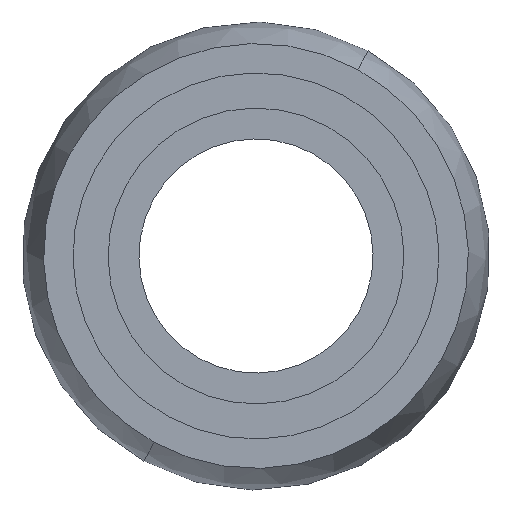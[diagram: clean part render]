
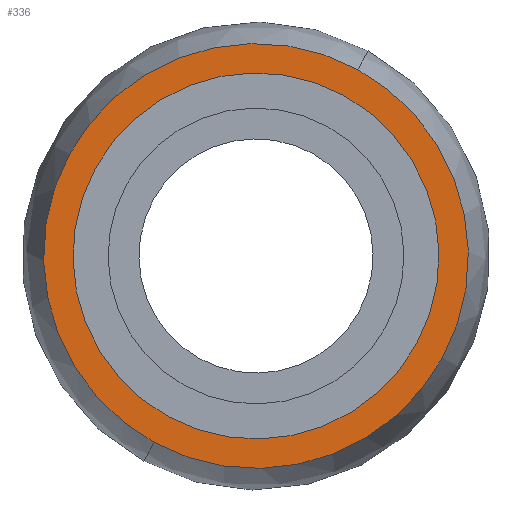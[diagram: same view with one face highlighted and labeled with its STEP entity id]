
A CAD part, front view. The second image highlights one B-rep face of the part: STEP entity #336.
In plain terms, the highlighted planar face has unit normal (0, -1, 0).
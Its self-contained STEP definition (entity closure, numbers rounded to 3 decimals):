
#118=CARTESIAN_POINT('Vertex',(8.262,-8.,15.124)) ;
#121=CARTESIAN_POINT('Axis2P3D Location',(0.,-8.,0.)) ;
#125=CARTESIAN_POINT('Vertex',(-8.262,-8.,-15.124)) ;
#140=CARTESIAN_POINT('Axis2P3D Location',(0.,-8.,0.)) ;
#157=CARTESIAN_POINT('Axis2P3D Location',(0.,-8.,0.)) ;
#161=CARTESIAN_POINT('Vertex',(7.119,-8.,13.032)) ;
#163=CARTESIAN_POINT('Vertex',(-7.119,-8.,-13.032)) ;
#192=CARTESIAN_POINT('Axis2P3D Location',(0.,-8.,0.)) ;
#323=CARTESIAN_POINT('Axis2P3D Location',(0.,-8.,14.85)) ;
#122=DIRECTION('Axis2P3D Direction',(0.,1.,0.)) ;
#141=DIRECTION('Axis2P3D Direction',(0.,1.,0.)) ;
#158=DIRECTION('Axis2P3D Direction',(0.,1.,0.)) ;
#193=DIRECTION('Axis2P3D Direction',(0.,1.,0.)) ;
#324=DIRECTION('Axis2P3D Direction',(0.,1.,0.)) ;
#325=DIRECTION('Axis2P3D XDirection',(1.,-0.,0.)) ;
#123=AXIS2_PLACEMENT_3D('Circle Axis2P3D',#121,#122,$) ;
#142=AXIS2_PLACEMENT_3D('Circle Axis2P3D',#140,#141,$) ;
#159=AXIS2_PLACEMENT_3D('Circle Axis2P3D',#157,#158,$) ;
#194=AXIS2_PLACEMENT_3D('Circle Axis2P3D',#192,#193,$) ;
#326=AXIS2_PLACEMENT_3D('Plane Axis2P3D',#323,#324,#325) ;
#329=ORIENTED_EDGE('',*,*,#127,.F.) ;
#330=ORIENTED_EDGE('',*,*,#144,.F.) ;
#333=ORIENTED_EDGE('',*,*,#196,.T.) ;
#334=ORIENTED_EDGE('',*,*,#165,.T.) ;
#335=FACE_BOUND('',#332,.T.) ;
#336=ADVANCED_FACE('Corps principal',(#331,#335),#327,.F.) ;
#124=CIRCLE('generated circle',#123,17.234) ;
#143=CIRCLE('generated circle',#142,17.234) ;
#160=CIRCLE('generated circle',#159,14.85) ;
#195=CIRCLE('generated circle',#194,14.85) ;
#127=EDGE_CURVE('',#119,#126,#124,.T.) ;
#144=EDGE_CURVE('',#126,#119,#143,.T.) ;
#165=EDGE_CURVE('',#162,#164,#160,.T.) ;
#196=EDGE_CURVE('',#164,#162,#195,.T.) ;
#328=EDGE_LOOP('',(#329,#330)) ;
#332=EDGE_LOOP('',(#333,#334)) ;
#331=FACE_OUTER_BOUND('',#328,.T.) ;
#327=PLANE('',#326) ;
#119=VERTEX_POINT('',#118) ;
#126=VERTEX_POINT('',#125) ;
#162=VERTEX_POINT('',#161) ;
#164=VERTEX_POINT('',#163) ;
